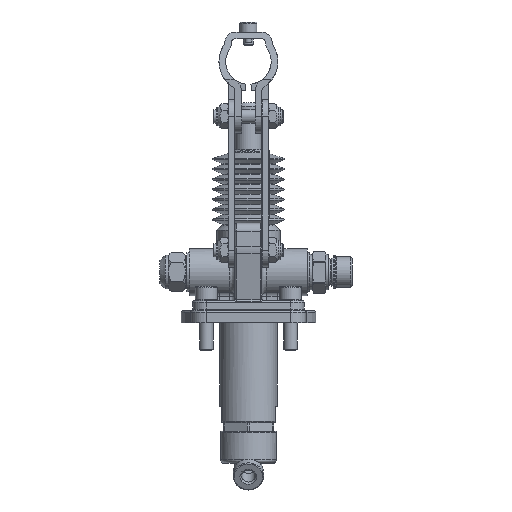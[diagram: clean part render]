
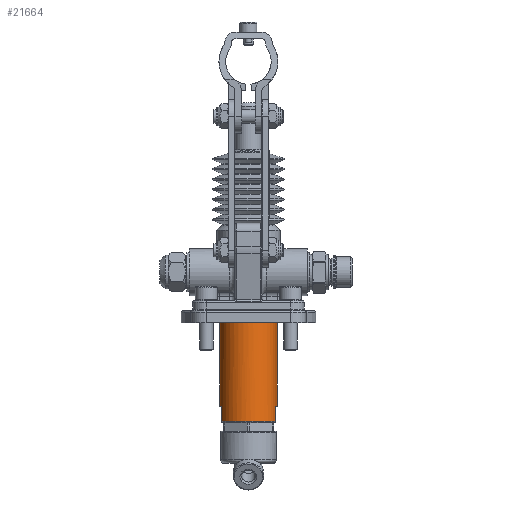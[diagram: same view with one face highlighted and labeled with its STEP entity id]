
A CAD part, left-side view. The second image highlights one B-rep face of the part: STEP entity #21664.
In plain terms, the highlighted cylindrical face has radius 17 mm (diameter 34 mm), a full revolution.
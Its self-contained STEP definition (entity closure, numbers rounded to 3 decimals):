
#21578=CARTESIAN_POINT('',(59.,34.,-60.5));
#21579=DIRECTION('',(0.,0.0,1.0));
#21580=DIRECTION('',(-1.0,0.0,0.0));
#21581=AXIS2_PLACEMENT_3D('',#21578,#21579,#21580);
#21582=CYLINDRICAL_SURFACE('',#21581,17.0);
#21583=CARTESIAN_POINT('',(53.255,50.,-50.5));
#21584=VERTEX_POINT('',#21583);
#21585=CARTESIAN_POINT('',(53.255,50.,-59.5));
#21586=VERTEX_POINT('',#21585);
#21587=CARTESIAN_POINT('',(53.255,50.,-50.5));
#21588=DIRECTION('',(0.0,0.0,-1.0));
#21589=VECTOR('',#21588,9.0);
#21590=LINE('',#21587,#21589);
#21591=EDGE_CURVE('',#21584,#21586,#21590,.T.);
#21592=ORIENTED_EDGE('',*,*,#21591,.T.);
#21593=CARTESIAN_POINT('',(53.255,18.,-59.5));
#21594=VERTEX_POINT('',#21593);
#21595=CARTESIAN_POINT('',(59.,34.,-59.5));
#21596=DIRECTION('',(0.0,0.0,-1.0));
#21597=DIRECTION('',(-1.0,0.0,0.0));
#21598=AXIS2_PLACEMENT_3D('',#21595,#21596,#21597);
#21599=CIRCLE('',#21598,17.0);
#21600=EDGE_CURVE('',#21594,#21586,#21599,.T.);
#21601=ORIENTED_EDGE('',*,*,#21600,.F.);
#21602=CARTESIAN_POINT('',(53.255,18.,-50.5));
#21603=VERTEX_POINT('',#21602);
#21604=CARTESIAN_POINT('',(53.255,18.,-59.5));
#21605=DIRECTION('',(0.0,0.0,1.0));
#21606=VECTOR('',#21605,9.0);
#21607=LINE('',#21604,#21606);
#21608=EDGE_CURVE('',#21594,#21603,#21607,.T.);
#21609=ORIENTED_EDGE('',*,*,#21608,.T.);
#21610=CARTESIAN_POINT('',(64.745,18.,-50.5));
#21611=VERTEX_POINT('',#21610);
#21612=CARTESIAN_POINT('',(59.,34.,-50.5));
#21613=DIRECTION('',(0.0,0.0,1.0));
#21614=DIRECTION('',(-1.0,0.0,0.0));
#21615=AXIS2_PLACEMENT_3D('',#21612,#21613,#21614);
#21616=CIRCLE('',#21615,17.0);
#21617=EDGE_CURVE('',#21603,#21611,#21616,.T.);
#21618=ORIENTED_EDGE('',*,*,#21617,.T.);
#21619=CARTESIAN_POINT('',(64.745,18.,-59.5));
#21620=VERTEX_POINT('',#21619);
#21621=CARTESIAN_POINT('',(64.745,18.,-50.5));
#21622=DIRECTION('',(0.0,0.0,-1.0));
#21623=VECTOR('',#21622,9.0);
#21624=LINE('',#21621,#21623);
#21625=EDGE_CURVE('',#21611,#21620,#21624,.T.);
#21626=ORIENTED_EDGE('',*,*,#21625,.T.);
#21627=CARTESIAN_POINT('',(64.745,50.,-59.5));
#21628=VERTEX_POINT('',#21627);
#21629=CARTESIAN_POINT('',(59.,34.,-59.5));
#21630=DIRECTION('',(0.0,0.0,-1.0));
#21631=DIRECTION('',(-1.0,0.0,0.0));
#21632=AXIS2_PLACEMENT_3D('',#21629,#21630,#21631);
#21633=CIRCLE('',#21632,17.0);
#21634=EDGE_CURVE('',#21628,#21620,#21633,.T.);
#21635=ORIENTED_EDGE('',*,*,#21634,.F.);
#21636=CARTESIAN_POINT('',(64.745,50.,-50.5));
#21637=VERTEX_POINT('',#21636);
#21638=CARTESIAN_POINT('',(64.745,50.,-59.5));
#21639=DIRECTION('',(0.0,0.0,1.0));
#21640=VECTOR('',#21639,9.0);
#21641=LINE('',#21638,#21640);
#21642=EDGE_CURVE('',#21628,#21637,#21641,.T.);
#21643=ORIENTED_EDGE('',*,*,#21642,.T.);
#21644=CARTESIAN_POINT('',(59.,34.,-50.5));
#21645=DIRECTION('',(0.0,0.0,1.0));
#21646=DIRECTION('',(-1.0,0.0,0.0));
#21647=AXIS2_PLACEMENT_3D('',#21644,#21645,#21646);
#21648=CIRCLE('',#21647,17.0);
#21649=EDGE_CURVE('',#21637,#21584,#21648,.T.);
#21650=ORIENTED_EDGE('',*,*,#21649,.T.);
#21651=EDGE_LOOP('',(#21592,#21601,#21609,#21618,#21626,#21635,#21643,#21650));
#21652=FACE_OUTER_BOUND('',#21651,.T.);
#21653=CARTESIAN_POINT('',(76.,34.,1.25));
#21654=VERTEX_POINT('',#21653);
#21655=CARTESIAN_POINT('',(59.,34.,1.25));
#21656=DIRECTION('',(0.0,0.0,1.0));
#21657=DIRECTION('',(-1.0,0.0,0.0));
#21658=AXIS2_PLACEMENT_3D('',#21655,#21656,#21657);
#21659=CIRCLE('',#21658,17.0);
#21660=EDGE_CURVE('',#21654,#21654,#21659,.T.);
#21661=ORIENTED_EDGE('',*,*,#21660,.F.);
#21662=EDGE_LOOP('',(#21661));
#21663=FACE_BOUND('',#21662,.T.);
#21664=ADVANCED_FACE('',(#21652,#21663),#21582,.T.);
